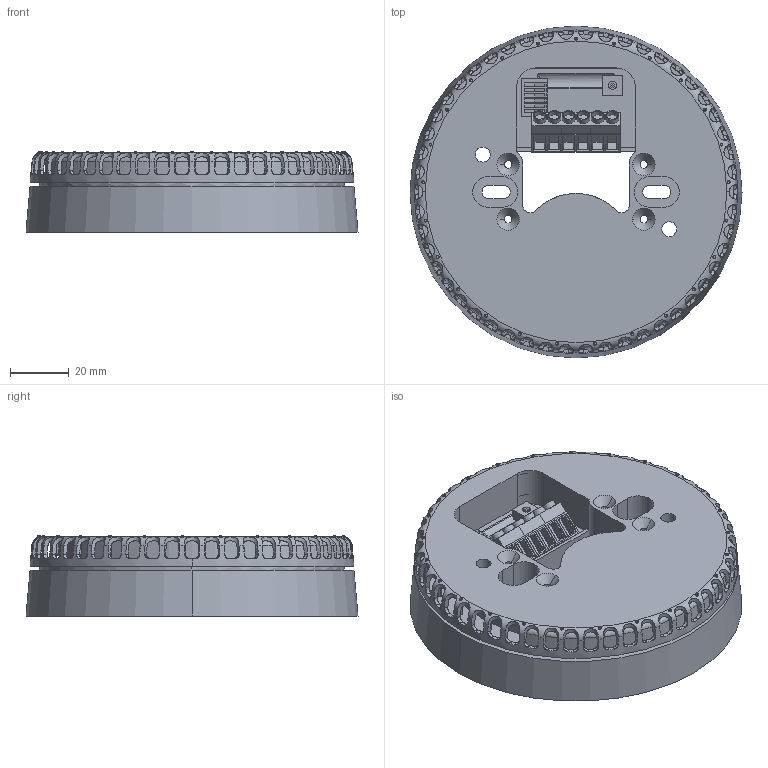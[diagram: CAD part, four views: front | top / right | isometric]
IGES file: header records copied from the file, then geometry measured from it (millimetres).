
Global section: file name: No Iges File Name specified; native system: Autodesk Inventor 2010; preprocessor: AutoDesk Inventor Iges Exporter R2010; author: pitzer; date: 20100318.102530; units: inch
Bounding box: 113 x 113 x 27.25 mm (x, y, z)
Volume: 126543.9 mm3; surface area: 53369 mm2
Topology: 1 solids, 1 shells, 892 faces, 2518 edges, 1642 vertices
Faces by surface type: plane 368, revolution 183, bspline 124, cylinder 108, torus 87, cone 22
